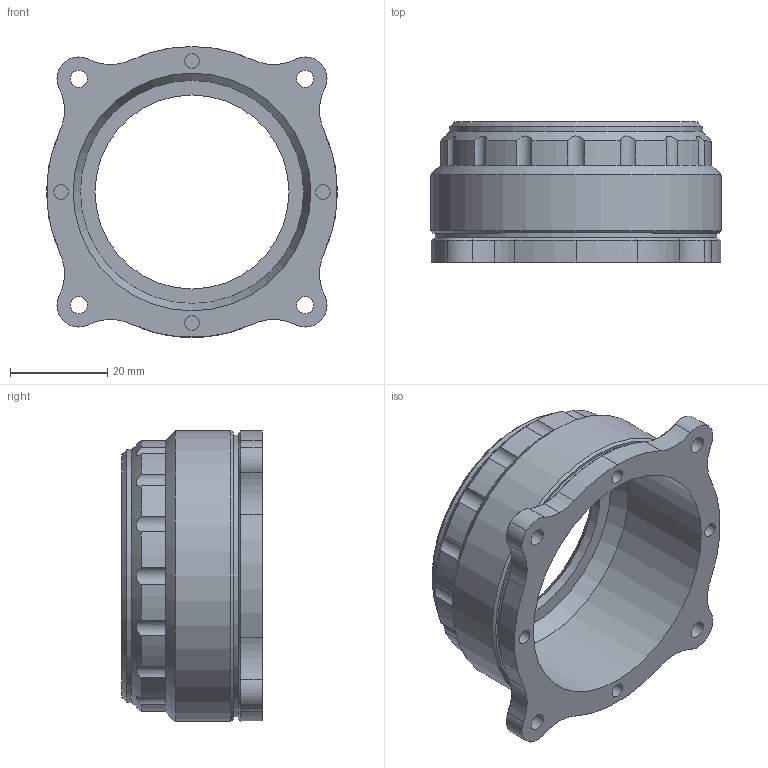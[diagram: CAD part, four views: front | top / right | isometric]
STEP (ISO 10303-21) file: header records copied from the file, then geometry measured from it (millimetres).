
FILE_DESCRIPTION(('HOOPS Exchange Step'),'2;1');
FILE_NAME('temp_export','2024-01-13T20:06:34+09:00',('mobile'),('Shapr3D Limited'),'HOOPS Exchange 2023.2','Shapr3D','Authorized');
FILE_SCHEMA( ('AUTOMOTIVE_DESIGN { 1 0 10303 214 1 1 1 1 }') );
Length unit declared in the file: millimetre
Products named in the file (1): Rear
Bounding box: 60 x 29 x 60 mm (x, y, z)
Volume: 26000.6 mm3; surface area: 13257.7 mm2
Topology: 1 solids, 1 shells, 125 faces, 312 edges, 196 vertices
Faces by surface type: cylinder 73, cone 27, plane 25
Full cylindrical faces by diameter (mm): 3 x4, 3.5 x4, 40 x1, 49 x1, 52 x1, 58 x1, 60 x1
Entity records: 4610 total; most frequent: CARTESIAN_POINT 1453, DIRECTION 734, ORIENTED_EDGE 624, AXIS2_PLACEMENT_3D 317, EDGE_CURVE 312, VERTEX_POINT 196, CIRCLE 191, EDGE_LOOP 142
